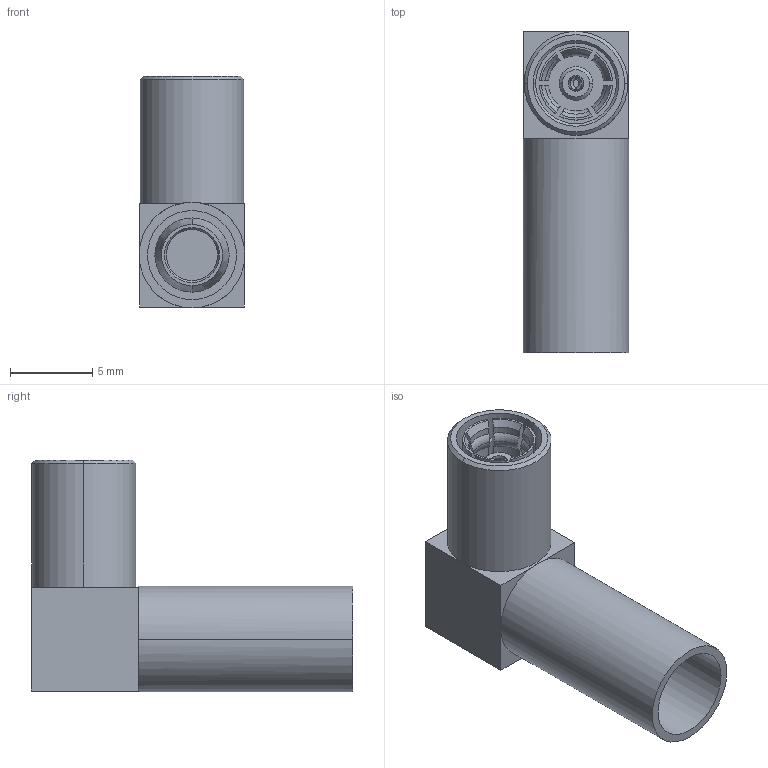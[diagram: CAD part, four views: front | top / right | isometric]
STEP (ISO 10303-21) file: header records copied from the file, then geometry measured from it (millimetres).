
FILE_DESCRIPTION (( 'STEP AP214' ), '1' );
FILE_NAME ('J01161A0261.STEP', '2012-02-01T12:17:00', ( 'markiewicz' ), ( '' ), 'SwSTEP 2.0', 'SolidWorks 2011', '' );
FILE_SCHEMA (( 'AUTOMOTIVE_DESIGN' ));
Length unit declared in the file: millimetre
Products named in the file (1): J01161A0261
Bounding box: 6.4 x 19.5 x 14.05 mm (x, y, z)
Volume: 659.6 mm3; surface area: 1106.7 mm2
Topology: 1 solids, 1 shells, 124 faces, 294 edges, 188 vertices
Faces by surface type: plane 46, cylinder 44, cone 20, torus 14
Entity records: 5008 total; most frequent: CARTESIAN_POINT 777, DIRECTION 614, ORIENTED_EDGE 588, EDGE_CURVE 294, AXIS2_PLACEMENT_3D 241, VERTEX_POINT 188, EDGE_LOOP 140, VECTOR 132
